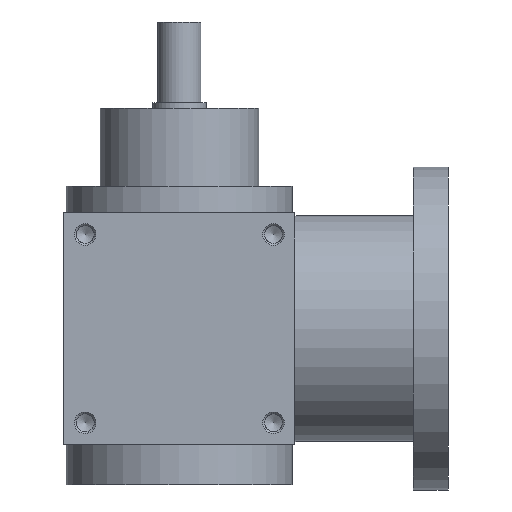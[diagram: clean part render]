
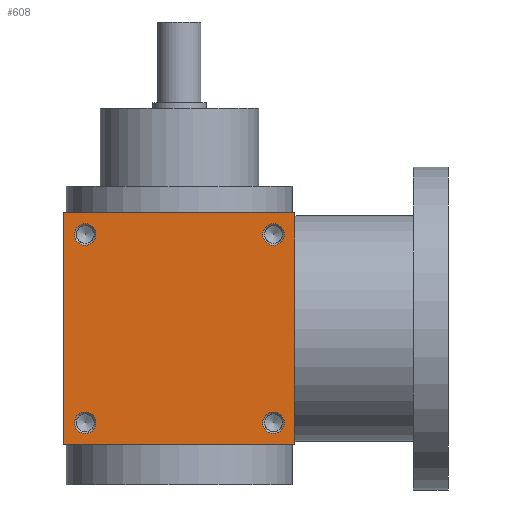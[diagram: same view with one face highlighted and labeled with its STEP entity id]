
A CAD part, front view. The second image highlights one B-rep face of the part: STEP entity #608.
In plain terms, the highlighted planar face has unit normal (0, -1, 0).
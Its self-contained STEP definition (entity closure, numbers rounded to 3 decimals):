
#608 = ADVANCED_FACE( '', ( #1387, #1388, #1389, #1390, #1391 ), #1392, .F. );
#1387 = FACE_BOUND( '', #2340, .T. );
#1388 = FACE_BOUND( '', #2341, .T. );
#1389 = FACE_BOUND( '', #2342, .T. );
#1390 = FACE_BOUND( '', #2343, .T. );
#1391 = FACE_OUTER_BOUND( '', #2344, .T. );
#1392 = PLANE( '', #2345 );
#2340 = EDGE_LOOP( '', ( #3847 ) );
#2341 = EDGE_LOOP( '', ( #3848 ) );
#2342 = EDGE_LOOP( '', ( #3849 ) );
#2343 = EDGE_LOOP( '', ( #3850 ) );
#2344 = EDGE_LOOP( '', ( #3851, #3852, #3853, #3854 ) );
#2345 = AXIS2_PLACEMENT_3D( '', #3855, #3856, #3857 );
#3847 = ORIENTED_EDGE( '', *, *, #5276, .T. );
#3848 = ORIENTED_EDGE( '', *, *, #5213, .T. );
#3849 = ORIENTED_EDGE( '', *, *, #4849, .F. );
#3850 = ORIENTED_EDGE( '', *, *, #5277, .F. );
#3851 = ORIENTED_EDGE( '', *, *, #4891, .T. );
#3852 = ORIENTED_EDGE( '', *, *, #4944, .F. );
#3853 = ORIENTED_EDGE( '', *, *, #5241, .F. );
#3854 = ORIENTED_EDGE( '', *, *, #5278, .T. );
#3855 = CARTESIAN_POINT( '', ( -43., -43., 43. ) );
#3856 = DIRECTION( '', ( 0., 1., 0. ) );
#3857 = DIRECTION( '', ( 0., 0., 1. ) );
#4849 = EDGE_CURVE( '', #5675, #5675, #5676, .T. );
#4891 = EDGE_CURVE( '', #5745, #5747, #5749, .T. );
#4944 = EDGE_CURVE( '', #5836, #5747, #5838, .T. );
#5213 = EDGE_CURVE( '', #6246, #6246, #6247, .T. );
#5241 = EDGE_CURVE( '', #6283, #5836, #6285, .T. );
#5276 = EDGE_CURVE( '', #6327, #6327, #6328, .T. );
#5277 = EDGE_CURVE( '', #6329, #6329, #6330, .T. );
#5278 = EDGE_CURVE( '', #6283, #5745, #6331, .T. );
#5675 = VERTEX_POINT( '', #6793 );
#5676 = CIRCLE( '', #6794, 4. );
#5745 = VERTEX_POINT( '', #6876 );
#5747 = VERTEX_POINT( '', #6879 );
#5749 = LINE( '', #6882, #6883 );
#5836 = VERTEX_POINT( '', #7055 );
#5838 = LINE( '', #7058, #7059 );
#6246 = VERTEX_POINT( '', #7576 );
#6247 = CIRCLE( '', #7577, 4. );
#6283 = VERTEX_POINT( '', #7620 );
#6285 = LINE( '', #7623, #7624 );
#6327 = VERTEX_POINT( '', #7673 );
#6328 = CIRCLE( '', #7674, 4. );
#6329 = VERTEX_POINT( '', #7675 );
#6330 = CIRCLE( '', #7676, 4. );
#6331 = LINE( '', #7677, #7678 );
#6793 = CARTESIAN_POINT( '', ( 35., -43., -39. ) );
#6794 = AXIS2_PLACEMENT_3D( '', #8146, #8147, #8148 );
#6876 = CARTESIAN_POINT( '', ( -43., -43., -43. ) );
#6879 = CARTESIAN_POINT( '', ( 43., -43., -43. ) );
#6882 = CARTESIAN_POINT( '', ( -43., -43., -43. ) );
#6883 = VECTOR( '', #8218, 1000. );
#7055 = CARTESIAN_POINT( '', ( 43., -43., 43. ) );
#7058 = CARTESIAN_POINT( '', ( 43., -43., 43. ) );
#7059 = VECTOR( '', #8282, 1000. );
#7576 = CARTESIAN_POINT( '', ( -35., -43., 39. ) );
#7577 = AXIS2_PLACEMENT_3D( '', #8623, #8624, #8625 );
#7620 = CARTESIAN_POINT( '', ( -43., -43., 43. ) );
#7623 = CARTESIAN_POINT( '', ( -43., -43., 43. ) );
#7624 = VECTOR( '', #8661, 1000. );
#7673 = CARTESIAN_POINT( '', ( -35., -43., -31. ) );
#7674 = AXIS2_PLACEMENT_3D( '', #8705, #8706, #8707 );
#7675 = CARTESIAN_POINT( '', ( 35., -43., 31. ) );
#7676 = AXIS2_PLACEMENT_3D( '', #8708, #8709, #8710 );
#7677 = CARTESIAN_POINT( '', ( -43., -43., 43. ) );
#7678 = VECTOR( '', #8711, 1000. );
#8146 = CARTESIAN_POINT( '', ( 35., -43., -35. ) );
#8147 = DIRECTION( '', ( 0., -1., 0. ) );
#8148 = DIRECTION( '', ( 0., 0., -1. ) );
#8218 = DIRECTION( '', ( 1., 0., 0. ) );
#8282 = DIRECTION( '', ( 0., 0., -1. ) );
#8623 = CARTESIAN_POINT( '', ( -35., -43., 35. ) );
#8624 = DIRECTION( '', ( 0., 1., 0. ) );
#8625 = DIRECTION( '', ( 0., 0., 1. ) );
#8661 = DIRECTION( '', ( 1., 0., 0. ) );
#8705 = CARTESIAN_POINT( '', ( -35., -43., -35. ) );
#8706 = DIRECTION( '', ( 0., 1., 0. ) );
#8707 = DIRECTION( '', ( 0., 0., 1. ) );
#8708 = CARTESIAN_POINT( '', ( 35., -43., 35. ) );
#8709 = DIRECTION( '', ( 0., -1., 0. ) );
#8710 = DIRECTION( '', ( 0., 0., -1. ) );
#8711 = DIRECTION( '', ( 0., 0., -1. ) );
